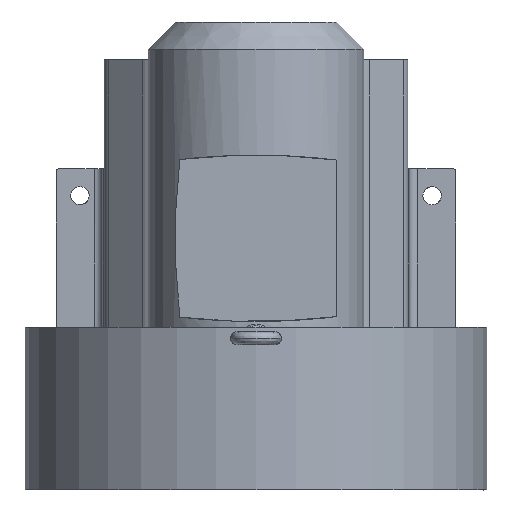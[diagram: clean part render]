
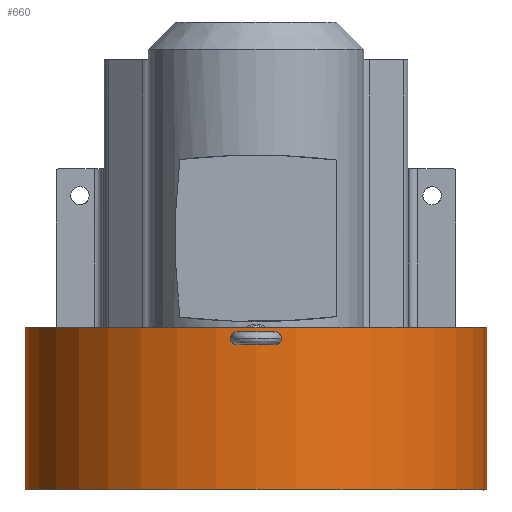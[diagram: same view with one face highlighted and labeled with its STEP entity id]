
A CAD part, front view. The second image highlights one B-rep face of the part: STEP entity #660.
In plain terms, the highlighted cylindrical face has radius 170.35 mm (diameter 340.7 mm), a partial arc.
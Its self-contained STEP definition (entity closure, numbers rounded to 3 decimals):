
#40 = DIRECTION ( 'NONE',  ( 0., 0., -1. ) ) ;
#277 = VECTOR ( 'NONE', #40, 1000. ) ;
#335 = AXIS2_PLACEMENT_3D ( 'NONE', #7399, #8465, #9534 ) ;
#411 = CYLINDRICAL_SURFACE ( 'NONE', #8253, 170.35 ) ;
#589 = ORIENTED_EDGE ( 'NONE', *, *, #10934, .F. ) ;
#660 = ADVANCED_FACE ( 'NONE', ( #8992 ), #411, .T. ) ;
#911 = VERTEX_POINT ( 'NONE', #8799 ) ;
#969 = DIRECTION ( 'NONE',  ( -1., 0., 0. ) ) ;
#1418 = DIRECTION ( 'NONE',  ( -1., 0., 0. ) ) ;
#1732 = CARTESIAN_POINT ( 'NONE',  ( -170.35, 0., -96.55 ) ) ;
#2672 = EDGE_CURVE ( 'NONE', #6260, #2777, #7488, .T. ) ;
#2777 = VERTEX_POINT ( 'NONE', #11962 ) ;
#4442 = DIRECTION ( 'NONE',  ( 0., 0., -1. ) ) ;
#4445 = EDGE_CURVE ( 'NONE', #911, #9737, #7145, .T. ) ;
#4522 = CIRCLE ( 'NONE', #4743, 170.35 ) ;
#4743 = AXIS2_PLACEMENT_3D ( 'NONE', #5658, #8355, #969 ) ;
#5658 = CARTESIAN_POINT ( 'NONE',  ( 0., 0., -61.55 ) ) ;
#6172 = CARTESIAN_POINT ( 'NONE',  ( 0., 0., -96.55 ) ) ;
#6260 = VERTEX_POINT ( 'NONE', #9466 ) ;
#6520 = ORIENTED_EDGE ( 'NONE', *, *, #4445, .F. ) ;
#7145 = LINE ( 'NONE', #10149, #8507 ) ;
#7242 = EDGE_CURVE ( 'NONE', #911, #6260, #8736, .T. ) ;
#7399 = CARTESIAN_POINT ( 'NONE',  ( 0., 0., 58.45 ) ) ;
#7488 = LINE ( 'NONE', #1732, #277 ) ;
#8035 = ORIENTED_EDGE ( 'NONE', *, *, #2672, .T. ) ;
#8253 = AXIS2_PLACEMENT_3D ( 'NONE', #6172, #9990, #1418 ) ;
#8355 = DIRECTION ( 'NONE',  ( 0., 0., -1. ) ) ;
#8465 = DIRECTION ( 'NONE',  ( 0., 0., -1. ) ) ;
#8507 = VECTOR ( 'NONE', #4442, 1000. ) ;
#8557 = CARTESIAN_POINT ( 'NONE',  ( 170.35, 0., -61.55 ) ) ;
#8736 = CIRCLE ( 'NONE', #335, 170.35 ) ;
#8799 = CARTESIAN_POINT ( 'NONE',  ( 170.35, 0., 58.45 ) ) ;
#8992 = FACE_OUTER_BOUND ( 'NONE', #10823, .T. ) ;
#9466 = CARTESIAN_POINT ( 'NONE',  ( -170.35, 0., 58.45 ) ) ;
#9534 = DIRECTION ( 'NONE',  ( 1., 0., 0. ) ) ;
#9737 = VERTEX_POINT ( 'NONE', #8557 ) ;
#9990 = DIRECTION ( 'NONE',  ( 0., 0., -1. ) ) ;
#10149 = CARTESIAN_POINT ( 'NONE',  ( 170.35, 0., -96.55 ) ) ;
#10823 = EDGE_LOOP ( 'NONE', ( #6520, #11093, #8035, #589 ) ) ;
#10934 = EDGE_CURVE ( 'NONE', #9737, #2777, #4522, .T. ) ;
#11093 = ORIENTED_EDGE ( 'NONE', *, *, #7242, .T. ) ;
#11962 = CARTESIAN_POINT ( 'NONE',  ( -170.35, 0., -61.55 ) ) ;
